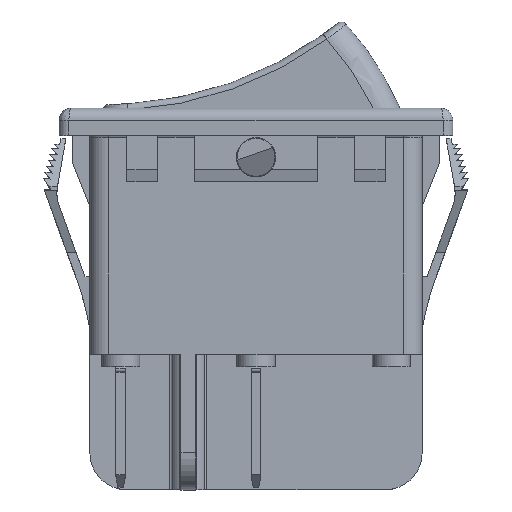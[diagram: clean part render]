
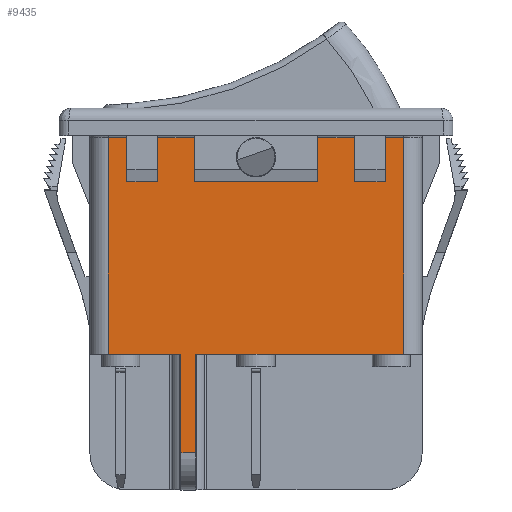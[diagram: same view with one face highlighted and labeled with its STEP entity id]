
A CAD part, top view. The second image highlights one B-rep face of the part: STEP entity #9435.
In plain terms, the highlighted planar face has unit normal (0, 0, 1).
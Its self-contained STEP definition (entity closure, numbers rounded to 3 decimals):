
#701=FACE_OUTER_BOUND('',#1230,.T.);
#1230=EDGE_LOOP('',(#7384,#7385,#7386,#7387,#7388,#7389,#7390,#7391,#7392,
#7393,#7394,#7395,#7396,#7397,#7398,#7399,#7400,#7401,#7402,#7403,#7404,
#7405,#7406));
#1872=LINE('',#13899,#2993);
#1889=LINE('',#13965,#3010);
#2101=LINE('',#14465,#3222);
#2111=LINE('',#14494,#3232);
#2115=LINE('',#14508,#3236);
#2161=LINE('',#14599,#3282);
#2164=LINE('',#14608,#3285);
#2230=LINE('',#14801,#3351);
#2231=LINE('',#14802,#3352);
#2232=LINE('',#14803,#3353);
#2233=LINE('',#14805,#3354);
#2234=LINE('',#14807,#3355);
#2235=LINE('',#14809,#3356);
#2236=LINE('',#14811,#3357);
#2237=LINE('',#14813,#3358);
#2238=LINE('',#14815,#3359);
#2239=LINE('',#14817,#3360);
#2240=LINE('',#14819,#3361);
#2241=LINE('',#14821,#3362);
#2242=LINE('',#14823,#3363);
#2243=LINE('',#14825,#3364);
#2244=LINE('',#14827,#3365);
#2245=LINE('',#14828,#3366);
#2993=VECTOR('',#11236,1000.);
#3010=VECTOR('',#11299,1000.);
#3222=VECTOR('',#11711,1000.);
#3232=VECTOR('',#11735,1000.);
#3236=VECTOR('',#11751,1000.);
#3282=VECTOR('',#11839,1000.);
#3285=VECTOR('',#11848,1000.);
#3351=VECTOR('',#11958,1000.);
#3352=VECTOR('',#11959,1000.);
#3353=VECTOR('',#11960,1000.);
#3354=VECTOR('',#11961,1000.);
#3355=VECTOR('',#11962,1000.);
#3356=VECTOR('',#11963,1000.);
#3357=VECTOR('',#11964,1000.);
#3358=VECTOR('',#11965,1000.);
#3359=VECTOR('',#11966,1000.);
#3360=VECTOR('',#11967,1000.);
#3361=VECTOR('',#11968,1000.);
#3362=VECTOR('',#11969,1000.);
#3363=VECTOR('',#11970,1000.);
#3364=VECTOR('',#11971,1000.);
#3365=VECTOR('',#11972,1000.);
#3366=VECTOR('',#11973,1000.);
#4012=VERTEX_POINT('',#13896);
#4013=VERTEX_POINT('',#13898);
#4038=VERTEX_POINT('',#13962);
#4039=VERTEX_POINT('',#13964);
#4227=VERTEX_POINT('',#14464);
#4239=VERTEX_POINT('',#14492);
#4243=VERTEX_POINT('',#14506);
#4267=VERTEX_POINT('',#14597);
#4270=VERTEX_POINT('',#14607);
#4334=VERTEX_POINT('',#14799);
#4335=VERTEX_POINT('',#14800);
#4336=VERTEX_POINT('',#14804);
#4337=VERTEX_POINT('',#14806);
#4338=VERTEX_POINT('',#14808);
#4339=VERTEX_POINT('',#14810);
#4340=VERTEX_POINT('',#14812);
#4341=VERTEX_POINT('',#14814);
#4342=VERTEX_POINT('',#14816);
#4343=VERTEX_POINT('',#14818);
#4344=VERTEX_POINT('',#14820);
#4345=VERTEX_POINT('',#14822);
#4346=VERTEX_POINT('',#14824);
#4347=VERTEX_POINT('',#14826);
#5057=EDGE_CURVE('',#4012,#4013,#1872,.T.);
#5089=EDGE_CURVE('',#4038,#4039,#1889,.T.);
#5339=EDGE_CURVE('',#4013,#4227,#2101,.T.);
#5354=EDGE_CURVE('',#4239,#4038,#2111,.T.);
#5362=EDGE_CURVE('',#4243,#4239,#2115,.T.);
#5413=EDGE_CURVE('',#4267,#4012,#2161,.T.);
#5417=EDGE_CURVE('',#4270,#4039,#2164,.T.);
#5498=EDGE_CURVE('',#4334,#4335,#2230,.T.);
#5499=EDGE_CURVE('',#4335,#4227,#2231,.T.);
#5500=EDGE_CURVE('',#4267,#4270,#2232,.T.);
#5501=EDGE_CURVE('',#4243,#4336,#2233,.T.);
#5502=EDGE_CURVE('',#4336,#4337,#2234,.T.);
#5503=EDGE_CURVE('',#4338,#4337,#2235,.T.);
#5504=EDGE_CURVE('',#4339,#4338,#2236,.T.);
#5505=EDGE_CURVE('',#4340,#4339,#2237,.T.);
#5506=EDGE_CURVE('',#4340,#4341,#2238,.T.);
#5507=EDGE_CURVE('',#4342,#4341,#2239,.T.);
#5508=EDGE_CURVE('',#4343,#4342,#2240,.T.);
#5509=EDGE_CURVE('',#4344,#4343,#2241,.T.);
#5510=EDGE_CURVE('',#4344,#4345,#2242,.T.);
#5511=EDGE_CURVE('',#4346,#4345,#2243,.T.);
#5512=EDGE_CURVE('',#4347,#4346,#2244,.T.);
#5513=EDGE_CURVE('',#4334,#4347,#2245,.T.);
#7384=ORIENTED_EDGE('',*,*,#5498,.T.);
#7385=ORIENTED_EDGE('',*,*,#5499,.T.);
#7386=ORIENTED_EDGE('',*,*,#5339,.F.);
#7387=ORIENTED_EDGE('',*,*,#5057,.F.);
#7388=ORIENTED_EDGE('',*,*,#5413,.F.);
#7389=ORIENTED_EDGE('',*,*,#5500,.T.);
#7390=ORIENTED_EDGE('',*,*,#5417,.T.);
#7391=ORIENTED_EDGE('',*,*,#5089,.F.);
#7392=ORIENTED_EDGE('',*,*,#5354,.F.);
#7393=ORIENTED_EDGE('',*,*,#5362,.F.);
#7394=ORIENTED_EDGE('',*,*,#5501,.T.);
#7395=ORIENTED_EDGE('',*,*,#5502,.T.);
#7396=ORIENTED_EDGE('',*,*,#5503,.F.);
#7397=ORIENTED_EDGE('',*,*,#5504,.F.);
#7398=ORIENTED_EDGE('',*,*,#5505,.F.);
#7399=ORIENTED_EDGE('',*,*,#5506,.T.);
#7400=ORIENTED_EDGE('',*,*,#5507,.F.);
#7401=ORIENTED_EDGE('',*,*,#5508,.F.);
#7402=ORIENTED_EDGE('',*,*,#5509,.F.);
#7403=ORIENTED_EDGE('',*,*,#5510,.T.);
#7404=ORIENTED_EDGE('',*,*,#5511,.F.);
#7405=ORIENTED_EDGE('',*,*,#5512,.F.);
#7406=ORIENTED_EDGE('',*,*,#5513,.F.);
#9008=PLANE('',#10092);
#9435=ADVANCED_FACE('',(#701),#9008,.F.);
#10092=AXIS2_PLACEMENT_3D('',#14798,#11956,#11957);
#11236=DIRECTION('',(-1.,0.,0.));
#11299=DIRECTION('',(-1.,0.,0.));
#11711=DIRECTION('',(-1.,0.,0.));
#11735=DIRECTION('',(-1.,0.,0.));
#11751=DIRECTION('',(-1.,0.,0.));
#11839=DIRECTION('',(0.,1.,0.));
#11848=DIRECTION('',(0.,1.,0.));
#11956=DIRECTION('center_axis',(0.,0.,
-1.));
#11957=DIRECTION('ref_axis',(-1.,0.,0.));
#11958=DIRECTION('',(-1.,0.,0.));
#11959=DIRECTION('',(0.,-1.,0.));
#11960=DIRECTION('',(1.,0.,0.));
#11961=DIRECTION('',(0.,1.,0.));
#11962=DIRECTION('',(-1.,0.,0.));
#11963=DIRECTION('',(0.,1.,0.));
#11964=DIRECTION('',(1.,0.,0.));
#11965=DIRECTION('',(0.,-1.,0.));
#11966=DIRECTION('',(-1.,0.,0.));
#11967=DIRECTION('',(0.,1.,0.));
#11968=DIRECTION('',(1.,0.,0.));
#11969=DIRECTION('',(0.,-1.,0.));
#11970=DIRECTION('',(-1.,0.,0.));
#11971=DIRECTION('',(0.,1.,0.));
#11972=DIRECTION('',(1.,0.,0.));
#11973=DIRECTION('',(0.,-1.,0.));
#13896=CARTESIAN_POINT('',(-6.1,-1.178,10.75));
#13898=CARTESIAN_POINT('',(-11.,-1.178,10.75));
#13899=CARTESIAN_POINT('',(13.5,-1.178,10.75));
#13962=CARTESIAN_POINT('',(0.,-1.178,10.75));
#13964=CARTESIAN_POINT('',(-4.9,-1.178,10.75));
#13965=CARTESIAN_POINT('',(13.5,-1.178,10.75));
#14464=CARTESIAN_POINT('',(-12.,-1.178,10.75));
#14465=CARTESIAN_POINT('',(13.5,-1.178,10.75));
#14492=CARTESIAN_POINT('',(11.,-1.178,10.75));
#14494=CARTESIAN_POINT('',(13.5,-1.178,10.75));
#14506=CARTESIAN_POINT('',(12.,-1.178,10.75));
#14508=CARTESIAN_POINT('',(13.5,-1.178,10.75));
#14597=CARTESIAN_POINT('',(-6.1,-9.178,10.75));
#14599=CARTESIAN_POINT('',(-6.1,-12.178,10.75));
#14607=CARTESIAN_POINT('',(-4.9,-9.178,10.75));
#14608=CARTESIAN_POINT('',(-4.9,-12.178,10.75));
#14798=CARTESIAN_POINT('Origin',(13.5,-1.178,10.75));
#14799=CARTESIAN_POINT('',(-10.5,16.422,10.75));
#14800=CARTESIAN_POINT('',(-12.,16.422,10.75));
#14801=CARTESIAN_POINT('',(-13.5,16.422,10.75));
#14802=CARTESIAN_POINT('',(-12.,-1.178,10.75));
#14803=CARTESIAN_POINT('',(-4.9,-9.178,10.75));
#14804=CARTESIAN_POINT('',(12.,16.422,10.75));
#14805=CARTESIAN_POINT('',(12.,-1.178,10.75));
#14806=CARTESIAN_POINT('',(10.5,16.422,10.75));
#14807=CARTESIAN_POINT('',(10.5,16.422,10.75));
#14808=CARTESIAN_POINT('',(10.5,12.822,10.75));
#14809=CARTESIAN_POINT('',(10.5,12.822,10.75));
#14810=CARTESIAN_POINT('',(8.,12.822,10.75));
#14811=CARTESIAN_POINT('',(10.5,12.822,10.75));
#14812=CARTESIAN_POINT('',(8.,16.422,10.75));
#14813=CARTESIAN_POINT('',(8.,12.822,10.75));
#14814=CARTESIAN_POINT('',(5.,16.422,10.75));
#14815=CARTESIAN_POINT('',(5.,16.422,10.75));
#14816=CARTESIAN_POINT('',(5.,12.822,10.75));
#14817=CARTESIAN_POINT('',(5.,12.822,10.75));
#14818=CARTESIAN_POINT('',(-5.,12.822,10.75));
#14819=CARTESIAN_POINT('',(5.,12.822,10.75));
#14820=CARTESIAN_POINT('',(-5.,16.422,10.75));
#14821=CARTESIAN_POINT('',(-5.,12.822,10.75));
#14822=CARTESIAN_POINT('',(-8.,16.422,10.75));
#14823=CARTESIAN_POINT('',(-8.,16.422,10.75));
#14824=CARTESIAN_POINT('',(-8.,12.822,10.75));
#14825=CARTESIAN_POINT('',(-8.,12.822,10.75));
#14826=CARTESIAN_POINT('',(-10.5,12.822,10.75));
#14827=CARTESIAN_POINT('',(-8.,12.822,10.75));
#14828=CARTESIAN_POINT('',(-10.5,12.822,10.75));
